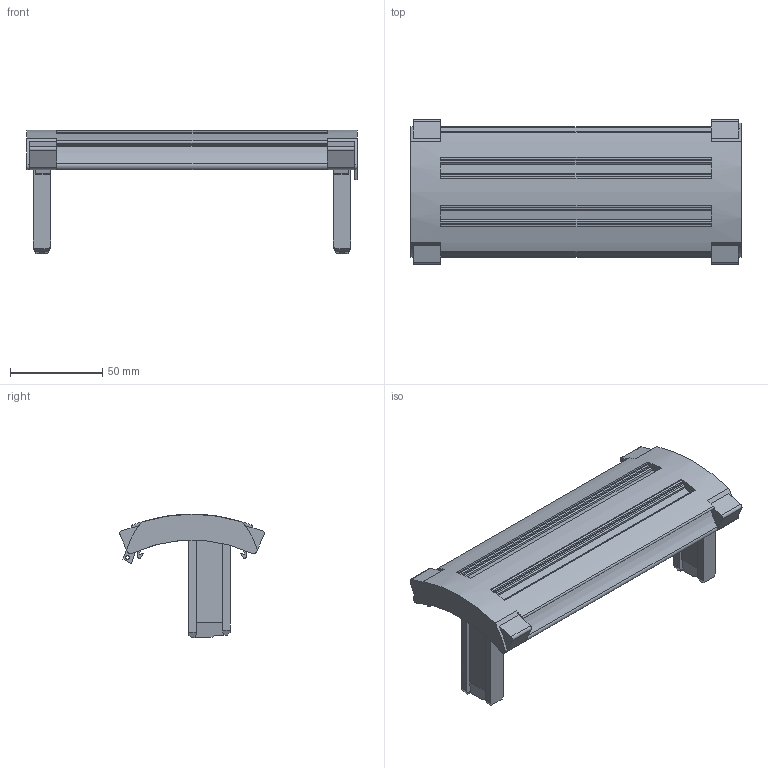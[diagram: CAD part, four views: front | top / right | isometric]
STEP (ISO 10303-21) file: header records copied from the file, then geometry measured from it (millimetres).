
FILE_DESCRIPTION(('Creo Elements/Direct Modeling STEP Export'),'2;1');
FILE_NAME('model.stp','2017-12-14T11:02:43',(''),(''),'Creo Elements/Direct Modeling STEP processor for AP214 (Solid Model)','Creo Elements/Direct Modeling 18.1I 14-Aug-2016 (C) Parametric Technology GmbH','');
FILE_SCHEMA(('AUTOMOTIVE_DESIGN { 1 0 10303 214 1 1 1 1 }'));
Length unit declared in the file: millimetre
Products named in the file (1): FBP_2_18-select
Bounding box: 179.3 x 78.55 x 67.1 mm (x, y, z)
Volume: 177038.2 mm3; surface area: 43552.3 mm2
Topology: 1 solids, 1 shells, 175 faces, 493 edges, 328 vertices
Faces by surface type: plane 132, cylinder 43
Entity records: 7028 total; most frequent: CARTESIAN_POINT 1004, ORIENTED_EDGE 986, DIRECTION 943, EDGE_CURVE 493, VECTOR 357, LINE 357, VERTEX_POINT 328, AXIS2_PLACEMENT_3D 293
